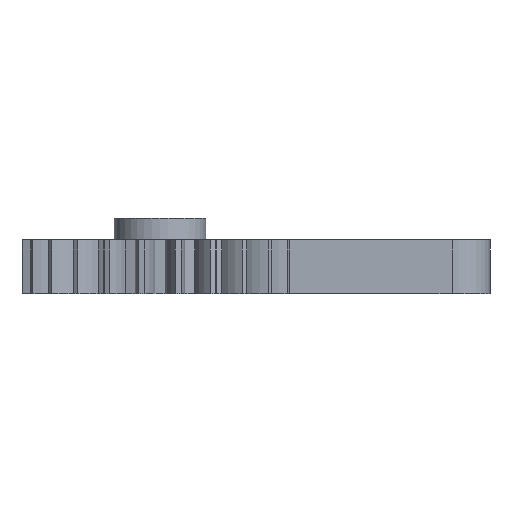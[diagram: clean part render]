
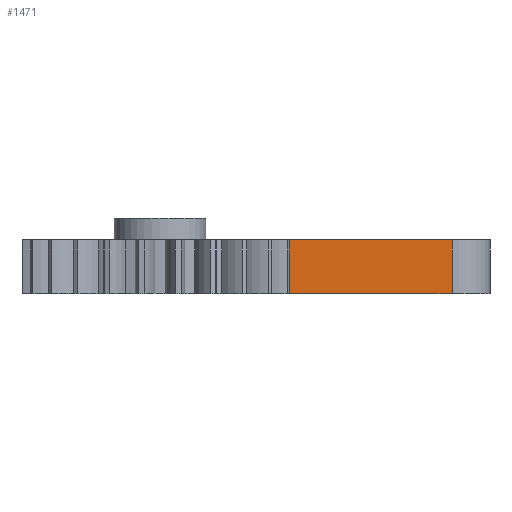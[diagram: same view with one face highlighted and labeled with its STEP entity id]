
A CAD part, front view. The second image highlights one B-rep face of the part: STEP entity #1471.
In plain terms, the highlighted face is planar.
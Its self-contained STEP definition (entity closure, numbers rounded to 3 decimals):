
#27=PLANE('',#1710);
#105=FACE_OUTER_BOUND('',#187,.T.);
#187=EDGE_LOOP('',(#1237,#1238,#1239,#1240));
#199=LINE('',#2414,#278);
#269=LINE('',#2695,#348);
#270=LINE('',#2698,#349);
#271=LINE('',#2699,#350);
#278=VECTOR('',#1883,16.375);
#348=VECTOR('',#2233,10.);
#349=VECTOR('',#2236,16.375);
#350=VECTOR('',#2237,10.);
#574=VERTEX_POINT('',#2411);
#575=VERTEX_POINT('',#2413);
#646=VERTEX_POINT('',#2693);
#647=VERTEX_POINT('',#2697);
#727=EDGE_CURVE('',#575,#574,#199,.T.);
#868=EDGE_CURVE('',#574,#646,#269,.T.);
#869=EDGE_CURVE('',#647,#646,#270,.T.);
#870=EDGE_CURVE('',#575,#647,#271,.T.);
#1237=ORIENTED_EDGE('',*,*,#727,.T.);
#1238=ORIENTED_EDGE('',*,*,#868,.T.);
#1239=ORIENTED_EDGE('',*,*,#869,.F.);
#1240=ORIENTED_EDGE('',*,*,#870,.F.);
#1471=ADVANCED_FACE('',(#105),#27,.T.);
#1710=AXIS2_PLACEMENT_3D('',#2696,#2234,#2235);
#1883=DIRECTION('',(-1.,0.,0.));
#2233=DIRECTION('',(0.,1.,0.));
#2234=DIRECTION('center_axis',(0.,0.,-1.));
#2235=DIRECTION('ref_axis',(-1.,0.,0.));
#2236=DIRECTION('',(-1.,0.,0.));
#2237=DIRECTION('',(0.,1.,0.));
#2411=CARTESIAN_POINT('',(44.542,0.5,31.531));
#2413=CARTESIAN_POINT('',(60.917,0.5,31.531));
#2414=CARTESIAN_POINT('',(60.917,0.5,31.531));
#2693=CARTESIAN_POINT('',(44.542,5.5,31.531));
#2695=CARTESIAN_POINT('',(44.542,0.5,31.531));
#2696=CARTESIAN_POINT('Origin',(60.917,0.5,31.531));
#2697=CARTESIAN_POINT('',(60.917,5.5,31.531));
#2698=CARTESIAN_POINT('',(60.917,5.5,31.531));
#2699=CARTESIAN_POINT('',(60.917,0.5,31.531));
